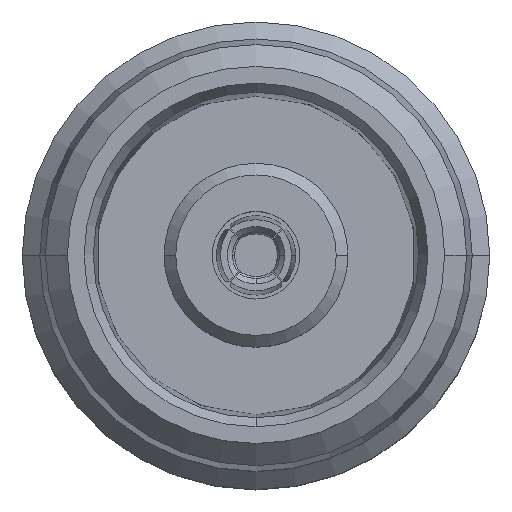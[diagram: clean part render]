
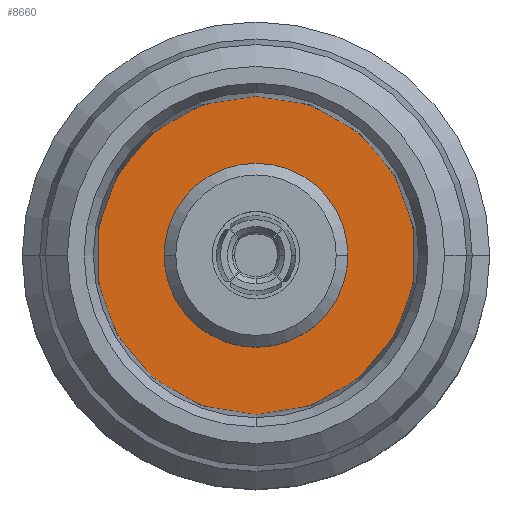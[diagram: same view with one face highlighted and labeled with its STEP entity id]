
A CAD part, top view. The second image highlights one B-rep face of the part: STEP entity #8660.
In plain terms, the highlighted planar face has unit normal (0, 0, 1).
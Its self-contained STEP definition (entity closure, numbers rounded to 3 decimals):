
#504 = ORIENTED_EDGE ( 'NONE', *, *, #3636, .T. ) ;
#753 = EDGE_LOOP ( 'NONE', ( #11735, #15355 ) ) ;
#834 = AXIS2_PLACEMENT_3D ( 'NONE', #6965, #6966, #6967 ) ;
#847 = AXIS2_PLACEMENT_3D ( 'NONE', #8458, #8459, #8460 ) ;
#1084 = EDGE_LOOP ( 'NONE', ( #504, #15465 ) ) ;
#1142 = CIRCLE ( 'NONE', #9832, 4.088 ) ;
#2439 = DIRECTION ( 'NONE',  ( 0., 0., 1. ) ) ;
#2440 = CARTESIAN_POINT ( 'NONE',  ( 0., 0., -6.478 ) ) ;
#2456 = DIRECTION ( 'NONE',  ( -1., 0., 0. ) ) ;
#2974 = AXIS2_PLACEMENT_3D ( 'NONE', #6462, #6463, #6464 ) ;
#3017 = DIRECTION ( 'NONE',  ( 0., 0., -1. ) ) ;
#3063 = CARTESIAN_POINT ( 'NONE',  ( 0., 0., -6.478 ) ) ;
#3064 = PLANE ( 'NONE',  #9256 ) ;
#3066 = DIRECTION ( 'NONE',  ( -1., 0., 0. ) ) ;
#3636 = EDGE_CURVE ( 'NONE', #10084, #10183, #1142, .T. ) ;
#5248 = CIRCLE ( 'NONE', #2974, 2.36 ) ;
#5691 = CARTESIAN_POINT ( 'NONE',  ( 2.36, 0., -6.478 ) ) ;
#5761 = CARTESIAN_POINT ( 'NONE',  ( 0., -4.088, -6.478 ) ) ;
#5781 = CARTESIAN_POINT ( 'NONE',  ( -2.36, 0., -6.478 ) ) ;
#5855 = CARTESIAN_POINT ( 'NONE',  ( 0., 4.088, -6.478 ) ) ;
#6462 = CARTESIAN_POINT ( 'NONE',  ( 0., 0., -6.478 ) ) ;
#6463 = DIRECTION ( 'NONE',  ( 0., 0., 1. ) ) ;
#6464 = DIRECTION ( 'NONE',  ( -1., 0., 0. ) ) ;
#6965 = CARTESIAN_POINT ( 'NONE',  ( 0., 0., -6.478 ) ) ;
#6966 = DIRECTION ( 'NONE',  ( 0., 0., 1. ) ) ;
#6967 = DIRECTION ( 'NONE',  ( -1., 0., 0. ) ) ;
#7643 = CIRCLE ( 'NONE', #834, 4.088 ) ;
#7700 = CIRCLE ( 'NONE', #847, 2.36 ) ;
#8458 = CARTESIAN_POINT ( 'NONE',  ( 0., 0., -6.478 ) ) ;
#8459 = DIRECTION ( 'NONE',  ( 0., 0., 1. ) ) ;
#8460 = DIRECTION ( 'NONE',  ( -1., 0., 0. ) ) ;
#8660 = ADVANCED_FACE ( 'NONE', ( #17253, #17254 ), #3064, .F. ) ;
#9256 = AXIS2_PLACEMENT_3D ( 'NONE', #3063, #3017, #3066 ) ;
#9832 = AXIS2_PLACEMENT_3D ( 'NONE', #2440, #2439, #2456 ) ;
#10014 = VERTEX_POINT ( 'NONE', #5691 ) ;
#10084 = VERTEX_POINT ( 'NONE', #5761 ) ;
#10109 = VERTEX_POINT ( 'NONE', #5781 ) ;
#10183 = VERTEX_POINT ( 'NONE', #5855 ) ;
#10608 = EDGE_CURVE ( 'NONE', #10014, #10109, #5248, .T. ) ;
#11735 = ORIENTED_EDGE ( 'NONE', *, *, #10608, .F. ) ;
#15277 = EDGE_CURVE ( 'NONE', #10183, #10084, #7643, .T. ) ;
#15355 = ORIENTED_EDGE ( 'NONE', *, *, #15460, .F. ) ;
#15460 = EDGE_CURVE ( 'NONE', #10109, #10014, #7700, .T. ) ;
#15465 = ORIENTED_EDGE ( 'NONE', *, *, #15277, .T. ) ;
#17253 = FACE_OUTER_BOUND ( 'NONE', #1084, .T. ) ;
#17254 = FACE_BOUND ( 'NONE', #753, .T. ) ;
